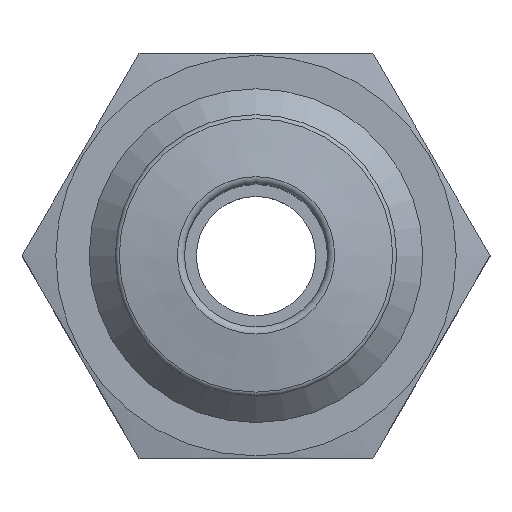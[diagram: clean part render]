
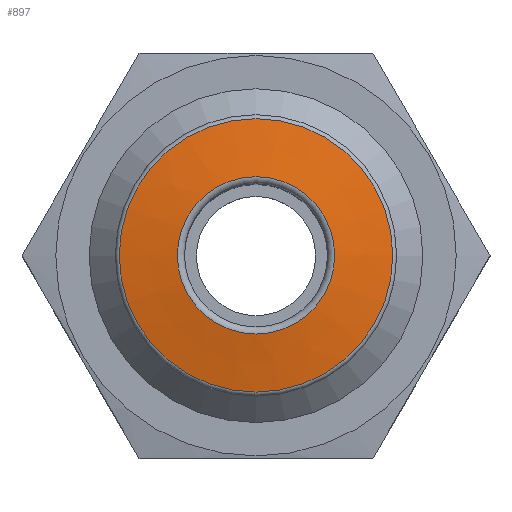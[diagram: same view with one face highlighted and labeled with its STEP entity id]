
A CAD part, top view. The second image highlights one B-rep face of the part: STEP entity #897.
In plain terms, the highlighted conical face has half-angle 80 degrees and reference radius 3.3 mm.
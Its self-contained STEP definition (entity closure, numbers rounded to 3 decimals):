
#94=ORIENTED_EDGE('',*,*,#222,.F.);
#95=ORIENTED_EDGE('',*,*,#223,.T.);
#222=EDGE_CURVE('',#286,#286,#344,.T.);
#223=EDGE_CURVE('',#287,#287,#345,.T.);
#286=VERTEX_POINT('',#1278);
#287=VERTEX_POINT('',#1280);
#344=CIRCLE('',#962,5.735);
#345=CIRCLE('',#963,3.3);
#390=EDGE_LOOP('',(#94));
#391=EDGE_LOOP('',(#95));
#490=FACE_BOUND('',#390,.T.);
#491=FACE_BOUND('',#391,.T.);
#590=CONICAL_SURFACE('',#961,3.3,1.396);
#897=ADVANCED_FACE('',(#490,#491),#590,.T.);
#961=AXIS2_PLACEMENT_3D('',#1276,#1065,#1066);
#962=AXIS2_PLACEMENT_3D('',#1277,#1067,#1068);
#963=AXIS2_PLACEMENT_3D('',#1279,#1069,#1070);
#1065=DIRECTION('',(0.,0.,-1.));
#1066=DIRECTION('',(-1.,0.,0.));
#1067=DIRECTION('',(0.,0.,-1.));
#1068=DIRECTION('',(-1.,0.,0.));
#1069=DIRECTION('',(0.,0.,-1.));
#1070=DIRECTION('',(-1.,0.,0.));
#1276=CARTESIAN_POINT('',(0.,0.,34.9));
#1277=CARTESIAN_POINT('',(0.,0.,34.471));
#1278=CARTESIAN_POINT('',(-5.735,0.,34.471));
#1279=CARTESIAN_POINT('',(0.,0.,34.9));
#1280=CARTESIAN_POINT('',(-3.3,0.,34.9));
